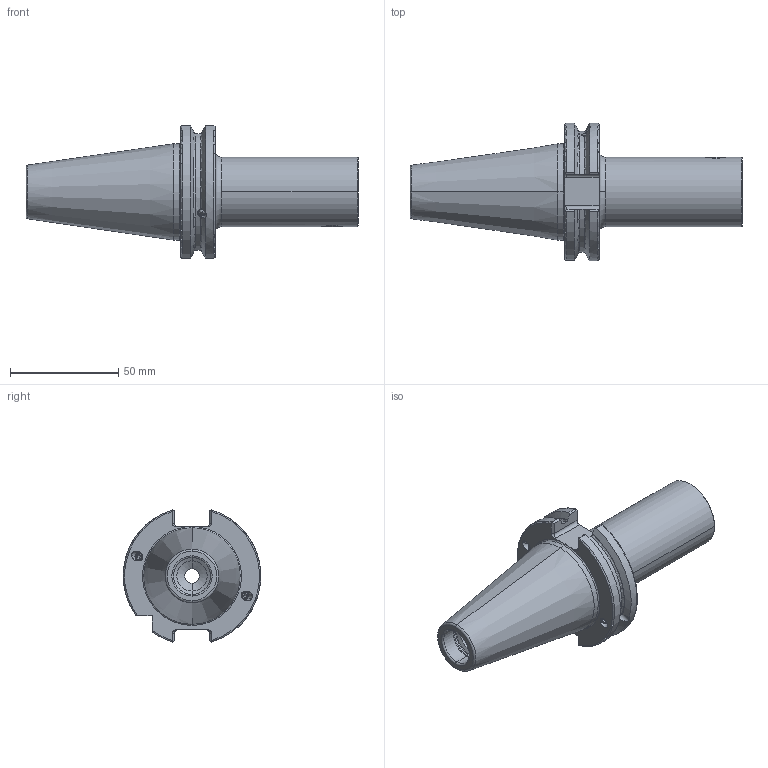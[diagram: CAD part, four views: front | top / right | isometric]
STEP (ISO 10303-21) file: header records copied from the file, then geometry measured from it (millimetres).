
FILE_DESCRIPTION (( 'STEP AP203' ), '1' );
FILE_NAME ('A14.440.032.085.STEP', '2024-08-27T07:15:25', ( '' ), ( '' ), 'SwSTEP 2.0', 'SolidWorks 2022', '' );
FILE_SCHEMA (( 'CONFIG_CONTROL_DESIGN' ));
Length unit declared in the file: millimetre
Products named in the file (5): ISO 4026 - M4 x 3_PreviewCfg; A14.440.032.085; WH3-ER1.001.010; SB4-WH3.K01.085_C_mit Bundkühlung; KVT_MB_600_040
Assembly tree (7 placements, depth 2):
  A14.440.032.085
    SB4-WH3.K01.085_C_mit Bundkühlung
    WH3-ER1.001.010  x2
    ISO 4026 - M4 x 3_PreviewCfg  x2
    KVT_MB_600_040  x2
Bounding box: 153.25 x 63.5 x 60.94 mm (x, y, z)
Volume: 149888.2 mm3; surface area: 29975.1 mm2
Topology: 9 solids, 9 shells, 307 faces, 747 edges, 444 vertices
Faces by surface type: cone 100, plane 84, cylinder 83, torus 36, sphere 4
Entity records: 8116 total; most frequent: CARTESIAN_POINT 2097, ORIENTED_EDGE 1154, DIRECTION 1143, EDGE_CURVE 577, AXIS2_PLACEMENT_3D 452, VERTEX_POINT 350, EDGE_LOOP 245, VECTOR 239
